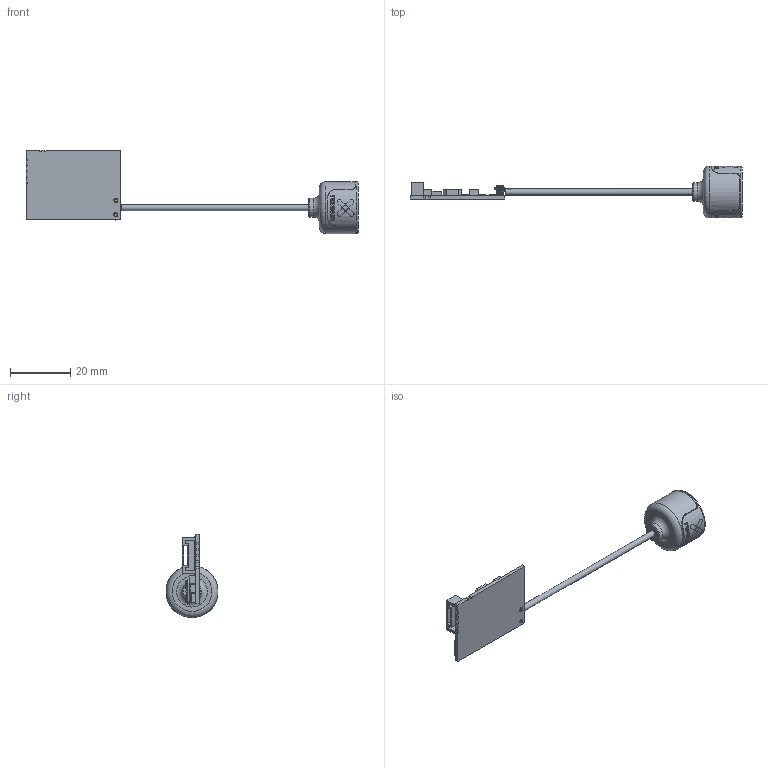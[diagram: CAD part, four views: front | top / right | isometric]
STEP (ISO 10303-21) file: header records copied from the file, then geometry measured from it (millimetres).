
FILE_DESCRIPTION(/* description */ (''),/* implementation_level */ '2;1');
FILE_NAME(/* name */ 'TBS Unify Pro 5G8 V1.step',/* time_stamp */ '2022-12-05T13:28:11+01:00',/* author */ (''),/* organization */ (''),/* preprocessor_version */ 'ST-DEVELOPER v19.2',/* originating_system */ 'Autodesk Translation Framework v11.17.0.187',/* authorisation */ '');
FILE_SCHEMA (('AUTOMOTIVE_DESIGN { 1 0 10303 214 3 1 1 }'));
Length unit declared in the file: millimetre
Products named in the file (4): TBS_Unify_Pro_V3; TBS UNIFY PRO 5G8 HV v1.0; M1.4x4mm; FOXEER Lollipop
Assembly tree (4 placements, depth 3):
  TBS_Unify_Pro_V3
    TBS UNIFY PRO 5G8 HV v1.0
      M1.4x4mm  x2
    FOXEER Lollipop
Bounding box: 110.19 x 17.22 x 27.6 mm (x, y, z)
Volume: 4445.7 mm3; surface area: 3837.5 mm2
Topology: 5 solids, 5 shells, 868 faces, 2401 edges, 1587 vertices
Faces by surface type: bspline 318, plane 311, cylinder 194, cone 22, torus 19, sphere 4
Full cylindrical faces by diameter (mm): 0.45 x1, 1.032 x24, 1.221 x4, 1.4 x24, 1.454 x4, 1.5 x2, 1.55 x1, 1.8 x2, 1.95 x1, 2 x3, 2.05 x1, 2.35 x1, 4 x1, 6.2 x1, 17.2 x2
Entity records: 40222 total; most frequent: CARTESIAN_POINT 20933, ORIENTED_EDGE 4574, DIRECTION 2921, EDGE_CURVE 2287, VERTEX_POINT 1511, LINE 1157, VECTOR 1157, EDGE_LOOP 884
